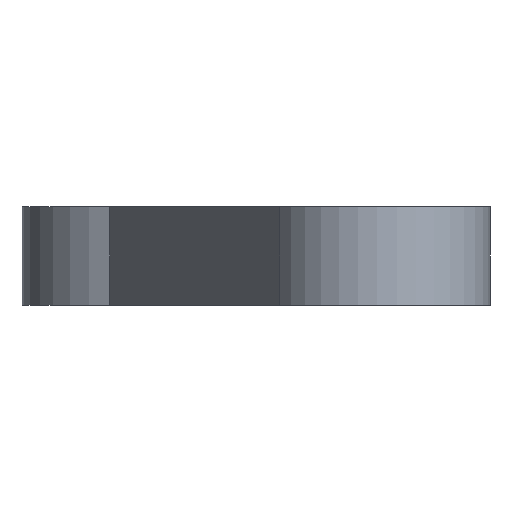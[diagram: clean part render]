
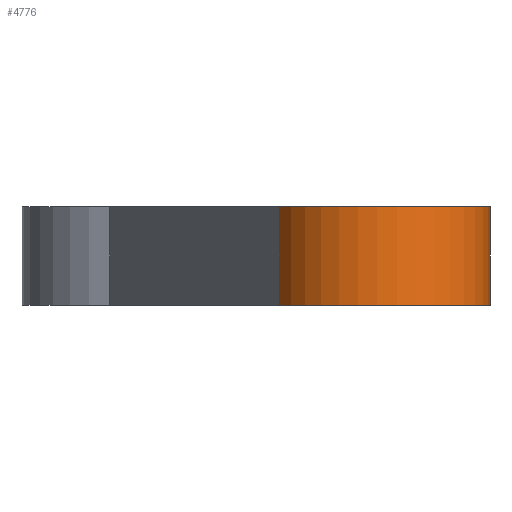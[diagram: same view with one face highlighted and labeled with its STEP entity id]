
A CAD part, left-side view. The second image highlights one B-rep face of the part: STEP entity #4776.
In plain terms, the highlighted cylindrical face has radius 46 mm (diameter 92 mm), a partial arc.
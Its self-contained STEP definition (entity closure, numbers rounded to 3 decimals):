
#57=CARTESIAN_POINT('',(-150.,-88.,-20.));
#58=DIRECTION('',(0.,0.,1.));
#59=DIRECTION('',(-0.5,0.866,0.));
#60=AXIS2_PLACEMENT_3D('',#57,#58,#59);
#141=CARTESIAN_POINT('',(-150.,-88.,20.));
#142=DIRECTION('',(0.,0.,1.));
#143=DIRECTION('',(-0.5,0.866,0.));
#144=AXIS2_PLACEMENT_3D('',#141,#142,#143);
#1090=DIRECTION('',(0.,0.,1.));
#1091=VECTOR('',#1090,40.);
#1092=CARTESIAN_POINT('',(-142.012,-133.301,-20.));
#1093=LINE('',#1092,#1091);
#1094=DIRECTION('',(0.,0.,1.));
#1095=VECTOR('',#1094,40.);
#1096=CARTESIAN_POINT('',(-173.,-48.163,-20.));
#1097=LINE('',#1096,#1095);
#3045=CARTESIAN_POINT('',(-173.,-48.163,-20.));
#3047=VERTEX_POINT('',#3045);
#3048=CARTESIAN_POINT('',(-142.012,-133.301,-20.));
#3049=VERTEX_POINT('',#3048);
#3051=CARTESIAN_POINT('',(-173.,-48.163,20.));
#3053=VERTEX_POINT('',#3051);
#3054=CARTESIAN_POINT('',(-142.012,-133.301,20.));
#3055=VERTEX_POINT('',#3054);
#4764=CARTESIAN_POINT('',(-150.,-88.,-20.));
#4765=DIRECTION('',(0.,0.,1.));
#4766=DIRECTION('',(1.,0.,0.));
#4767=AXIS2_PLACEMENT_3D('',#4764,#4765,#4766);
#4768=CYLINDRICAL_SURFACE('',#4767,46.);
#4769=ORIENTED_EDGE('',*,*,#4053,.F.);
#4771=ORIENTED_EDGE('',*,*,#4770,.T.);
#4772=ORIENTED_EDGE('',*,*,#4154,.T.);
#4773=ORIENTED_EDGE('',*,*,#4758,.F.);
#4774=EDGE_LOOP('',(#4769,#4771,#4772,#4773));
#4775=FACE_OUTER_BOUND('',#4774,.F.);
#4776=ADVANCED_FACE('',(#4775),#4768,.T.);
#61=CIRCLE('',#60,46.);
#145=CIRCLE('',#144,46.);
#4053=EDGE_CURVE('',#3047,#3049,#61,.T.);
#4154=EDGE_CURVE('',#3053,#3055,#145,.T.);
#4758=EDGE_CURVE('',#3049,#3055,#1093,.T.);
#4770=EDGE_CURVE('',#3047,#3053,#1097,.T.);
